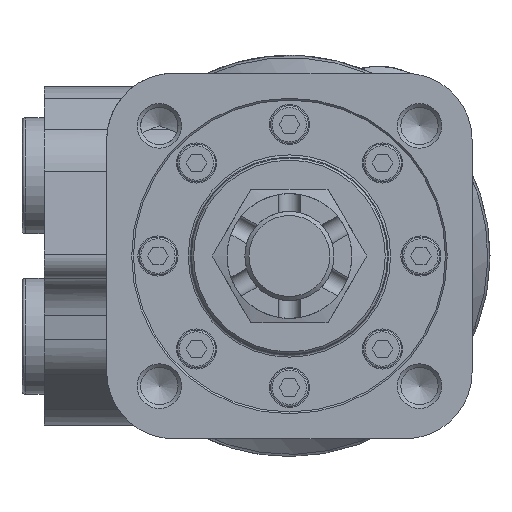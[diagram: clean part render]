
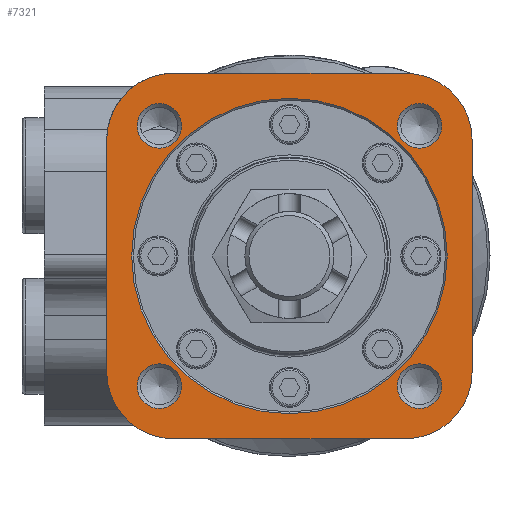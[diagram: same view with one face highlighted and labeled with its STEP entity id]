
A CAD part, left-side view. The second image highlights one B-rep face of the part: STEP entity #7321.
In plain terms, the highlighted planar face has unit normal (-1, 0, 0).
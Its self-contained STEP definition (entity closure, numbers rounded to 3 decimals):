
#648=LINE('',#12783,#1171);
#652=LINE('',#12795,#1175);
#656=LINE('',#12807,#1179);
#662=LINE('',#12825,#1185);
#1171=VECTOR('',#9985,1000.);
#1175=VECTOR('',#9997,1000.);
#1179=VECTOR('',#10009,1000.);
#1185=VECTOR('',#10025,1000.);
#1507=PLANE('',#8128);
#3368=ORIENTED_EDGE('',*,*,#4502,.T.);
#3369=ORIENTED_EDGE('',*,*,#4503,.T.);
#3370=ORIENTED_EDGE('',*,*,#4504,.T.);
#3371=ORIENTED_EDGE('',*,*,#4505,.T.);
#3372=ORIENTED_EDGE('',*,*,#4506,.T.);
#3373=ORIENTED_EDGE('',*,*,#4473,.F.);
#3374=ORIENTED_EDGE('',*,*,#4497,.F.);
#3375=ORIENTED_EDGE('',*,*,#4491,.F.);
#3376=ORIENTED_EDGE('',*,*,#4488,.F.);
#3377=ORIENTED_EDGE('',*,*,#4485,.F.);
#3378=ORIENTED_EDGE('',*,*,#4482,.F.);
#3379=ORIENTED_EDGE('',*,*,#4479,.F.);
#3380=ORIENTED_EDGE('',*,*,#4476,.F.);
#4473=EDGE_CURVE('',#5207,#5208,#5545,.T.);
#4476=EDGE_CURVE('',#5208,#5210,#648,.T.);
#4479=EDGE_CURVE('',#5210,#5212,#5547,.T.);
#4482=EDGE_CURVE('',#5212,#5214,#652,.T.);
#4485=EDGE_CURVE('',#5214,#5216,#5549,.T.);
#4488=EDGE_CURVE('',#5216,#5218,#656,.T.);
#4491=EDGE_CURVE('',#5218,#5220,#5551,.T.);
#4497=EDGE_CURVE('',#5220,#5207,#662,.T.);
#4502=EDGE_CURVE('',#5226,#5226,#5555,.T.);
#4503=EDGE_CURVE('',#5227,#5227,#5556,.T.);
#4504=EDGE_CURVE('',#5228,#5228,#5557,.T.);
#4505=EDGE_CURVE('',#5229,#5229,#5558,.T.);
#4506=EDGE_CURVE('',#5230,#5230,#5559,.T.);
#5207=VERTEX_POINT('',#12776);
#5208=VERTEX_POINT('',#12778);
#5210=VERTEX_POINT('',#12784);
#5212=VERTEX_POINT('',#12790);
#5214=VERTEX_POINT('',#12796);
#5216=VERTEX_POINT('',#12802);
#5218=VERTEX_POINT('',#12808);
#5220=VERTEX_POINT('',#12814);
#5226=VERTEX_POINT('',#12834);
#5227=VERTEX_POINT('',#12836);
#5228=VERTEX_POINT('',#12838);
#5229=VERTEX_POINT('',#12840);
#5230=VERTEX_POINT('',#12842);
#5545=CIRCLE('',#8110,15.);
#5547=CIRCLE('',#8114,15.);
#5549=CIRCLE('',#8118,15.);
#5551=CIRCLE('',#8122,15.);
#5555=CIRCLE('',#8129,35.4);
#5556=CIRCLE('',#8130,5.);
#5557=CIRCLE('',#8131,5.);
#5558=CIRCLE('',#8132,5.);
#5559=CIRCLE('',#8133,5.);
#6126=EDGE_LOOP('',(#3368));
#6127=EDGE_LOOP('',(#3369));
#6128=EDGE_LOOP('',(#3370));
#6129=EDGE_LOOP('',(#3371));
#6130=EDGE_LOOP('',(#3372));
#6131=EDGE_LOOP('',(#3373,#3374,#3375,#3376,#3377,#3378,#3379,#3380));
#6765=FACE_BOUND('',#6126,.T.);
#6766=FACE_BOUND('',#6127,.T.);
#6767=FACE_BOUND('',#6128,.T.);
#6768=FACE_BOUND('',#6129,.T.);
#6769=FACE_BOUND('',#6130,.T.);
#6770=FACE_BOUND('',#6131,.T.);
#7321=ADVANCED_FACE('',(#6765,#6766,#6767,#6768,#6769,#6770),#1507,.F.);
#8110=AXIS2_PLACEMENT_3D('',#12777,#9978,#9979);
#8114=AXIS2_PLACEMENT_3D('',#12789,#9990,#9991);
#8118=AXIS2_PLACEMENT_3D('',#12801,#10002,#10003);
#8122=AXIS2_PLACEMENT_3D('',#12813,#10014,#10015);
#8128=AXIS2_PLACEMENT_3D('',#12832,#10033,#10034);
#8129=AXIS2_PLACEMENT_3D('',#12833,#10035,#10036);
#8130=AXIS2_PLACEMENT_3D('',#12835,#10037,#10038);
#8131=AXIS2_PLACEMENT_3D('',#12837,#10039,#10040);
#8132=AXIS2_PLACEMENT_3D('',#12839,#10041,#10042);
#8133=AXIS2_PLACEMENT_3D('',#12841,#10043,#10044);
#9978=DIRECTION('',(1.,0.,0.));
#9979=DIRECTION('',(0.,0.,-1.));
#9985=DIRECTION('',(0.,-1.,0.));
#9990=DIRECTION('',(1.,0.,0.));
#9991=DIRECTION('',(0.,0.,-1.));
#9997=DIRECTION('',(0.,0.,-1.));
#10002=DIRECTION('',(1.,0.,0.));
#10003=DIRECTION('',(0.,0.,-1.));
#10009=DIRECTION('',(0.,1.,0.));
#10014=DIRECTION('',(1.,0.,0.));
#10015=DIRECTION('',(0.,0.,-1.));
#10025=DIRECTION('',(0.,0.,1.));
#10033=DIRECTION('',(1.,0.,0.));
#10034=DIRECTION('',(0.,0.,-1.));
#10035=DIRECTION('',(1.,0.,0.));
#10036=DIRECTION('',(0.,0.,-1.));
#10037=DIRECTION('',(1.,0.,0.));
#10038=DIRECTION('',(0.,0.,-1.));
#10039=DIRECTION('',(1.,0.,0.));
#10040=DIRECTION('',(0.,0.,-1.));
#10041=DIRECTION('',(1.,0.,0.));
#10042=DIRECTION('',(0.,0.,-1.));
#10043=DIRECTION('',(1.,0.,0.));
#10044=DIRECTION('',(0.,0.,-1.));
#12776=CARTESIAN_POINT('',(0.,41.,26.));
#12777=CARTESIAN_POINT('',(0.,26.,26.));
#12778=CARTESIAN_POINT('',(0.,26.,41.));
#12783=CARTESIAN_POINT('',(0.,26.,41.));
#12784=CARTESIAN_POINT('',(0.,-26.,41.));
#12789=CARTESIAN_POINT('',(0.,-26.,26.));
#12790=CARTESIAN_POINT('',(0.,-41.,26.));
#12795=CARTESIAN_POINT('',(0.,-41.,26.));
#12796=CARTESIAN_POINT('',(0.,-41.,-26.));
#12801=CARTESIAN_POINT('',(0.,-26.,-26.));
#12802=CARTESIAN_POINT('',(0.,-26.,-41.));
#12807=CARTESIAN_POINT('',(0.,-26.,-41.));
#12808=CARTESIAN_POINT('',(0.,26.,-41.));
#12813=CARTESIAN_POINT('',(0.,26.,-26.));
#12814=CARTESIAN_POINT('',(0.,41.,-26.));
#12825=CARTESIAN_POINT('',(0.,41.,-26.));
#12832=CARTESIAN_POINT('',(0.,26.,26.));
#12833=CARTESIAN_POINT('',(0.,0.,0.));
#12834=CARTESIAN_POINT('',(0.,0.,-35.4));
#12835=CARTESIAN_POINT('',(0.,-29.186,29.186));
#12836=CARTESIAN_POINT('',(0.,-29.186,24.186));
#12837=CARTESIAN_POINT('',(0.,-29.186,-29.186));
#12838=CARTESIAN_POINT('',(0.,-29.186,-34.186));
#12839=CARTESIAN_POINT('',(0.,29.186,-29.186));
#12840=CARTESIAN_POINT('',(0.,29.186,-34.186));
#12841=CARTESIAN_POINT('',(0.,29.186,29.186));
#12842=CARTESIAN_POINT('',(0.,29.186,24.186));
